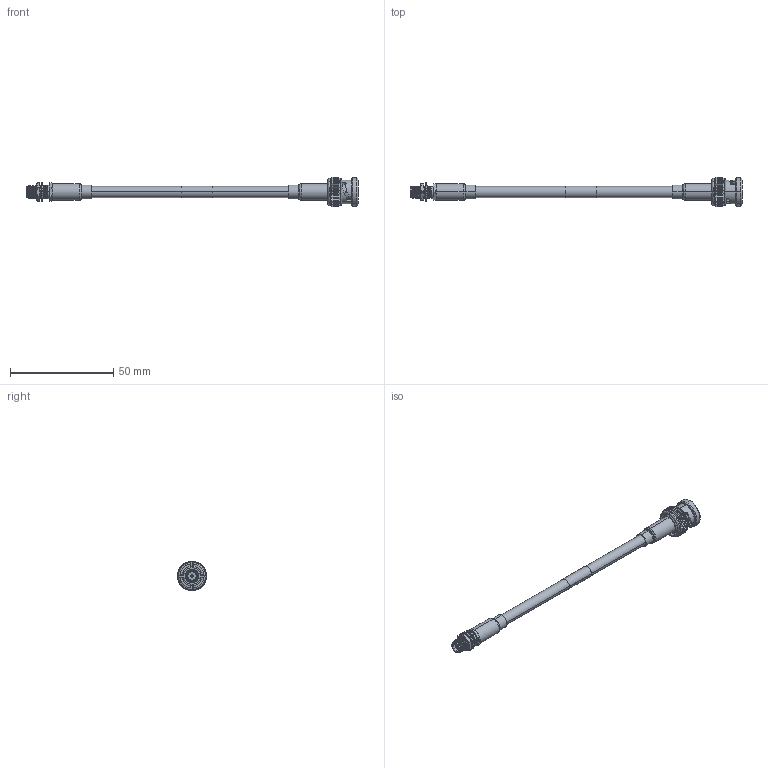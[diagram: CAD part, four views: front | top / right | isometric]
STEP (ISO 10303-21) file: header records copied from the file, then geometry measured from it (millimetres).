
FILE_DESCRIPTION (( 'STEP AP203' ), '1' );
FILE_NAME ('FMCA2678.STEP', '2022-03-09T16:17:18', ( '' ), ( '' ), 'SwSTEP 2.0', 'SolidWorks 2021', '' );
FILE_SCHEMA (( 'CONFIG_CONTROL_DESIGN' ));
Length unit declared in the file: millimetre
Products named in the file (5): FMCN1748; RG223_with label; FMCN1567; CA-240-MA1_.75" Long; FMCA2678
Assembly tree (5 placements, depth 2):
  FMCA2678
    RG223_with label
    FMCN1567
    FMCN1748
    CA-240-MA1_.75" Long  x2
Bounding box: 160.9 x 14.46 x 14.46 mm (x, y, z)
Volume: 5288 mm3; surface area: 8676.3 mm2
Topology: 12 solids, 12 shells, 745 faces, 1762 edges, 1067 vertices
Faces by surface type: plane 232, cylinder 207, cone 189, bspline 99, torus 18
Entity records: 41955 total; most frequent: CARTESIAN_POINT 26047, ORIENTED_EDGE 3436, DIRECTION 2896, EDGE_CURVE 1718, AXIS2_PLACEMENT_3D 1179, VERTEX_POINT 1043, EDGE_LOOP 767, ADVANCED_FACE 723
